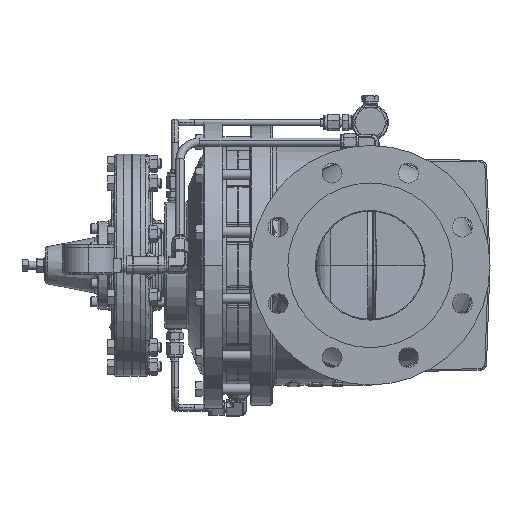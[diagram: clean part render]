
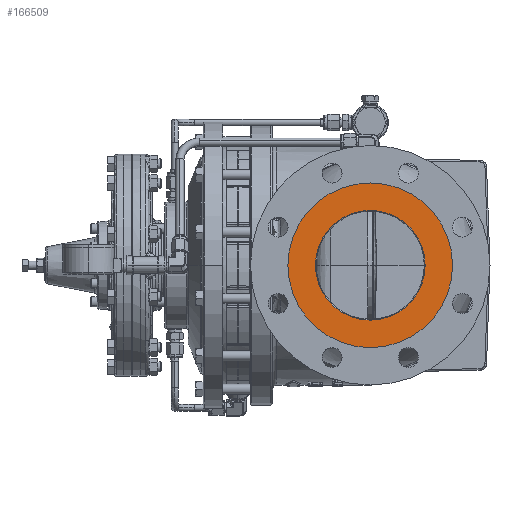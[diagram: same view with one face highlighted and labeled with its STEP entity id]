
A CAD part, left-side view. The second image highlights one B-rep face of the part: STEP entity #166509.
In plain terms, the highlighted planar face has unit normal (-1, 0, 0).
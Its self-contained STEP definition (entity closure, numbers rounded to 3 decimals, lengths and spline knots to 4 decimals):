
#7702 = FACE_BOUND ( 'NONE', #169681, .T. ) ;
#22295 = CARTESIAN_POINT ( 'NONE',  ( -7.5313, 0., -3.0935 ) ) ;
#41644 = DIRECTION ( 'NONE',  ( 0., 0., 1. ) ) ;
#53201 = EDGE_CURVE ( 'NONE', #94602, #153384, #100586, .T. ) ;
#56904 = DIRECTION ( 'NONE',  ( 1., 0., 0. ) ) ;
#63269 = EDGE_CURVE ( 'NONE', #118724, #72538, #148120, .T. ) ;
#68404 = EDGE_CURVE ( 'NONE', #72538, #118724, #166635, .T. ) ;
#69251 = FACE_OUTER_BOUND ( 'NONE', #85135, .T. ) ;
#72538 = VERTEX_POINT ( 'NONE', #155575 ) ;
#85135 = EDGE_LOOP ( 'NONE', ( #196645, #146321 ) ) ;
#94602 = VERTEX_POINT ( 'NONE', #142306 ) ;
#98729 = AXIS2_PLACEMENT_3D ( 'NONE', #125557, #168641, #186522 ) ;
#100586 = CIRCLE ( 'NONE', #103394, 2.062 ) ;
#103213 = CARTESIAN_POINT ( 'NONE',  ( -7.5313, 0., 0. ) ) ;
#103394 = AXIS2_PLACEMENT_3D ( 'NONE', #103213, #134350, #148902 ) ;
#113237 = DIRECTION ( 'NONE',  ( -1., 0., 0. ) ) ;
#118724 = VERTEX_POINT ( 'NONE', #22295 ) ;
#123745 = DIRECTION ( 'NONE',  ( -1., 0., 0. ) ) ;
#124389 = CARTESIAN_POINT ( 'NONE',  ( -7.5313, 0., 0. ) ) ;
#125557 = CARTESIAN_POINT ( 'NONE',  ( -7.5313, 0., 0. ) ) ;
#134350 = DIRECTION ( 'NONE',  ( 1., 0., 0. ) ) ;
#142306 = CARTESIAN_POINT ( 'NONE',  ( -7.5313, 0., -2.062 ) ) ;
#143676 = DIRECTION ( 'NONE',  ( 0., 0., 1. ) ) ;
#144971 = PLANE ( 'NONE',  #149229 ) ;
#146321 = ORIENTED_EDGE ( 'NONE', *, *, #63269, .T. ) ;
#148120 = CIRCLE ( 'NONE', #168143, 3.0935 ) ;
#148902 = DIRECTION ( 'NONE',  ( 0., 0., 1. ) ) ;
#149229 = AXIS2_PLACEMENT_3D ( 'NONE', #175486, #113237, #143676 ) ;
#149924 = CARTESIAN_POINT ( 'NONE',  ( -7.5313, 0., 2.062 ) ) ;
#153384 = VERTEX_POINT ( 'NONE', #149924 ) ;
#155575 = CARTESIAN_POINT ( 'NONE',  ( -7.5313, 0., 3.0935 ) ) ;
#155849 = EDGE_CURVE ( 'NONE', #153384, #94602, #161098, .T. ) ;
#161098 = CIRCLE ( 'NONE', #168447, 2.062 ) ;
#166509 = ADVANCED_FACE ( 'NONE', ( #7702, #69251 ), #144971, .T. ) ;
#166635 = CIRCLE ( 'NONE', #98729, 3.0935 ) ;
#168143 = AXIS2_PLACEMENT_3D ( 'NONE', #124389, #123745, #182144 ) ;
#168447 = AXIS2_PLACEMENT_3D ( 'NONE', #192093, #56904, #41644 ) ;
#168641 = DIRECTION ( 'NONE',  ( -1., 0., 0. ) ) ;
#169681 = EDGE_LOOP ( 'NONE', ( #194124, #178351 ) ) ;
#175486 = CARTESIAN_POINT ( 'NONE',  ( -7.5313, 3.0935, 0. ) ) ;
#178351 = ORIENTED_EDGE ( 'NONE', *, *, #53201, .T. ) ;
#182144 = DIRECTION ( 'NONE',  ( 0., 0., 1. ) ) ;
#186522 = DIRECTION ( 'NONE',  ( 0., 0., 1. ) ) ;
#192093 = CARTESIAN_POINT ( 'NONE',  ( -7.5313, 0., 0. ) ) ;
#194124 = ORIENTED_EDGE ( 'NONE', *, *, #155849, .T. ) ;
#196645 = ORIENTED_EDGE ( 'NONE', *, *, #68404, .T. ) ;
